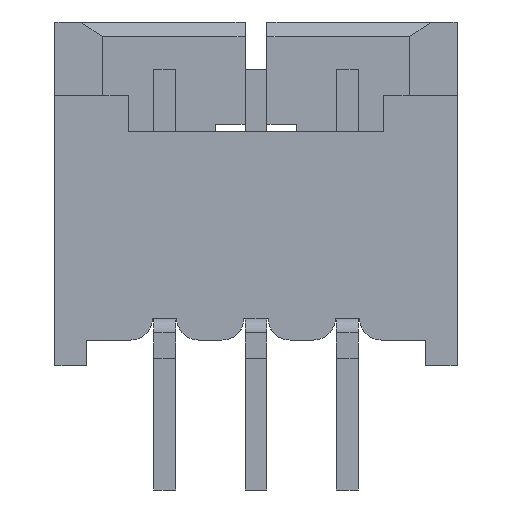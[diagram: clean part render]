
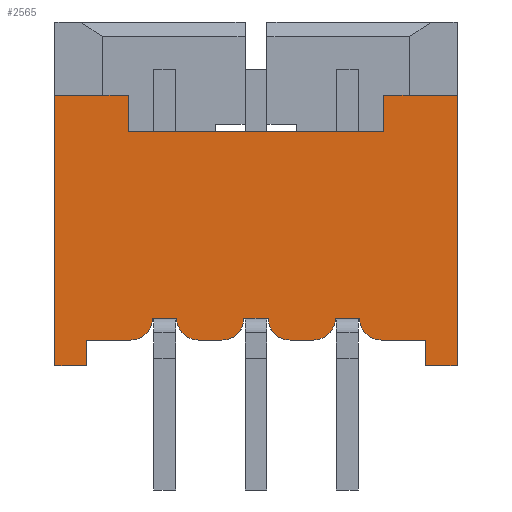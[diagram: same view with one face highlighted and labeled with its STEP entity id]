
A CAD part, front view. The second image highlights one B-rep face of the part: STEP entity #2565.
In plain terms, the highlighted planar face has unit normal (0, -1, 0).
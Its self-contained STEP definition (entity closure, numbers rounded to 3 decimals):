
#14=DIRECTION('',(0.,0.,-1.));
#15=VECTOR('',#14,3.7);
#16=CARTESIAN_POINT('',(-2.75,-1.6,-1.));
#17=LINE('',#16,#15);
#582=DIRECTION('',(1.,0.,0.));
#583=VECTOR('',#582,0.33);
#584=CARTESIAN_POINT('',(1.085,-1.6,-4.05));
#585=LINE('',#584,#583);
#586=CARTESIAN_POINT('',(0.785,-1.6,-4.05));
#587=DIRECTION('',(0.,1.,0.));
#588=DIRECTION('',(1.,0.,0.));
#589=AXIS2_PLACEMENT_3D('',#586,#587,#588);
#591=DIRECTION('',(1.,0.,0.));
#592=VECTOR('',#591,0.32);
#593=CARTESIAN_POINT('',(0.465,-1.6,-4.35));
#594=LINE('',#593,#592);
#595=CARTESIAN_POINT('',(0.465,-1.6,-4.05));
#596=DIRECTION('',(0.,1.,0.));
#597=DIRECTION('',(0.,0.,-1.));
#598=AXIS2_PLACEMENT_3D('',#595,#596,#597);
#600=DIRECTION('',(1.,0.,0.));
#601=VECTOR('',#600,0.33);
#602=CARTESIAN_POINT('',(-0.165,-1.6,-4.05));
#603=LINE('',#602,#601);
#604=CARTESIAN_POINT('',(-0.465,-1.6,-4.05));
#605=DIRECTION('',(0.,1.,0.));
#606=DIRECTION('',(1.,0.,0.));
#607=AXIS2_PLACEMENT_3D('',#604,#605,#606);
#609=DIRECTION('',(1.,0.,0.));
#610=VECTOR('',#609,0.32);
#611=CARTESIAN_POINT('',(-0.785,-1.6,-4.35));
#612=LINE('',#611,#610);
#613=CARTESIAN_POINT('',(-0.785,-1.6,-4.05));
#614=DIRECTION('',(0.,1.,0.));
#615=DIRECTION('',(0.,0.,-1.));
#616=AXIS2_PLACEMENT_3D('',#613,#614,#615);
#618=DIRECTION('',(1.,0.,0.));
#619=VECTOR('',#618,0.33);
#620=CARTESIAN_POINT('',(-1.415,-1.6,-4.05));
#621=LINE('',#620,#619);
#622=CARTESIAN_POINT('',(-1.715,-1.6,-4.05));
#623=DIRECTION('',(0.,1.,0.));
#624=DIRECTION('',(1.,0.,0.));
#625=AXIS2_PLACEMENT_3D('',#622,#623,#624);
#627=DIRECTION('',(1.,0.,0.));
#628=VECTOR('',#627,0.605);
#629=CARTESIAN_POINT('',(-2.32,-1.6,-4.35));
#630=LINE('',#629,#628);
#631=DIRECTION('',(0.,0.,1.));
#632=VECTOR('',#631,0.35);
#633=CARTESIAN_POINT('',(-2.32,-1.6,-4.7));
#634=LINE('',#633,#632);
#635=DIRECTION('',(1.,0.,0.));
#636=VECTOR('',#635,1.);
#637=CARTESIAN_POINT('',(-2.75,-1.6,-1.));
#638=LINE('',#637,#636);
#639=DIRECTION('',(0.,0.,-1.));
#640=VECTOR('',#639,0.5);
#641=CARTESIAN_POINT('',(-1.75,-1.6,-1.));
#642=LINE('',#641,#640);
#643=DIRECTION('',(1.,0.,0.));
#644=VECTOR('',#643,3.5);
#645=CARTESIAN_POINT('',(-1.75,-1.6,-1.5));
#646=LINE('',#645,#644);
#647=DIRECTION('',(0.,0.,-1.));
#648=VECTOR('',#647,0.5);
#649=CARTESIAN_POINT('',(1.75,-1.6,-1.));
#650=LINE('',#649,#648);
#651=DIRECTION('',(1.,0.,0.));
#652=VECTOR('',#651,1.);
#653=CARTESIAN_POINT('',(1.75,-1.6,-1.));
#654=LINE('',#653,#652);
#655=DIRECTION('',(0.,0.,1.));
#656=VECTOR('',#655,0.35);
#657=CARTESIAN_POINT('',(2.32,-1.6,-4.7));
#658=LINE('',#657,#656);
#659=DIRECTION('',(1.,0.,0.));
#660=VECTOR('',#659,0.605);
#661=CARTESIAN_POINT('',(1.715,-1.6,-4.35));
#662=LINE('',#661,#660);
#663=CARTESIAN_POINT('',(1.715,-1.6,-4.05));
#664=DIRECTION('',(0.,1.,0.));
#665=DIRECTION('',(0.,0.,-1.));
#666=AXIS2_PLACEMENT_3D('',#663,#664,#665);
#720=DIRECTION('',(1.,0.,0.));
#721=VECTOR('',#720,0.43);
#722=CARTESIAN_POINT('',(-2.75,-1.6,-4.7));
#723=LINE('',#722,#721);
#728=DIRECTION('',(1.,0.,0.));
#729=VECTOR('',#728,0.43);
#730=CARTESIAN_POINT('',(2.32,-1.6,-4.7));
#731=LINE('',#730,#729);
#748=DIRECTION('',(0.,0.,-1.));
#749=VECTOR('',#748,3.7);
#750=CARTESIAN_POINT('',(2.75,-1.6,-1.));
#751=LINE('',#750,#749);
#1420=CARTESIAN_POINT('',(-2.75,-1.6,-1.));
#1421=VERTEX_POINT('',#1420);
#1422=CARTESIAN_POINT('',(-2.75,-1.6,-4.7));
#1423=VERTEX_POINT('',#1422);
#1432=CARTESIAN_POINT('',(2.75,-1.6,-1.));
#1433=VERTEX_POINT('',#1432);
#1434=CARTESIAN_POINT('',(2.75,-1.6,-4.7));
#1435=VERTEX_POINT('',#1434);
#1462=CARTESIAN_POINT('',(-1.75,-1.6,-1.));
#1463=CARTESIAN_POINT('',(-1.75,-1.6,-1.5));
#1464=VERTEX_POINT('',#1462);
#1465=VERTEX_POINT('',#1463);
#1466=CARTESIAN_POINT('',(1.75,-1.6,-1.5));
#1467=VERTEX_POINT('',#1466);
#1468=CARTESIAN_POINT('',(1.75,-1.6,-1.));
#1469=VERTEX_POINT('',#1468);
#1470=CARTESIAN_POINT('',(-2.32,-1.6,-4.7));
#1471=CARTESIAN_POINT('',(-2.32,-1.6,-4.35));
#1472=VERTEX_POINT('',#1470);
#1473=VERTEX_POINT('',#1471);
#1474=CARTESIAN_POINT('',(2.32,-1.6,-4.7));
#1475=CARTESIAN_POINT('',(2.32,-1.6,-4.35));
#1476=VERTEX_POINT('',#1474);
#1477=VERTEX_POINT('',#1475);
#1486=CARTESIAN_POINT('',(-1.415,-1.6,-4.05));
#1487=CARTESIAN_POINT('',(-1.085,-1.6,-4.05));
#1488=VERTEX_POINT('',#1486);
#1489=VERTEX_POINT('',#1487);
#1490=CARTESIAN_POINT('',(-0.785,-1.6,-4.35));
#1491=VERTEX_POINT('',#1490);
#1492=CARTESIAN_POINT('',(-1.715,-1.6,-4.35));
#1493=VERTEX_POINT('',#1492);
#1759=CARTESIAN_POINT('',(1.085,-1.6,-4.05));
#1761=VERTEX_POINT('',#1759);
#1763=CARTESIAN_POINT('',(1.415,-1.6,-4.05));
#1765=VERTEX_POINT('',#1763);
#1838=CARTESIAN_POINT('',(-0.165,-1.6,-4.05));
#1839=CARTESIAN_POINT('',(0.165,-1.6,-4.05));
#1840=VERTEX_POINT('',#1838);
#1841=VERTEX_POINT('',#1839);
#1842=CARTESIAN_POINT('',(0.465,-1.6,-4.35));
#1843=VERTEX_POINT('',#1842);
#1844=CARTESIAN_POINT('',(-0.465,-1.6,-4.35));
#1845=VERTEX_POINT('',#1844);
#1850=CARTESIAN_POINT('',(1.715,-1.6,-4.35));
#1851=VERTEX_POINT('',#1850);
#1852=CARTESIAN_POINT('',(0.785,-1.6,-4.35));
#1853=VERTEX_POINT('',#1852);
#2512=CARTESIAN_POINT('',(-2.75,-1.6,-1.));
#2513=DIRECTION('',(0.,-1.,0.));
#2514=DIRECTION('',(0.,0.,-1.));
#2515=AXIS2_PLACEMENT_3D('',#2512,#2513,#2514);
#2516=PLANE('',#2515);
#2518=ORIENTED_EDGE('',*,*,#2517,.F.);
#2520=ORIENTED_EDGE('',*,*,#2519,.T.);
#2522=ORIENTED_EDGE('',*,*,#2521,.F.);
#2524=ORIENTED_EDGE('',*,*,#2523,.T.);
#2526=ORIENTED_EDGE('',*,*,#2525,.F.);
#2528=ORIENTED_EDGE('',*,*,#2527,.T.);
#2530=ORIENTED_EDGE('',*,*,#2529,.F.);
#2532=ORIENTED_EDGE('',*,*,#2531,.T.);
#2533=ORIENTED_EDGE('',*,*,#2494,.F.);
#2535=ORIENTED_EDGE('',*,*,#2534,.T.);
#2537=ORIENTED_EDGE('',*,*,#2536,.F.);
#2539=ORIENTED_EDGE('',*,*,#2538,.F.);
#2541=ORIENTED_EDGE('',*,*,#2540,.F.);
#2542=ORIENTED_EDGE('',*,*,#1881,.F.);
#2544=ORIENTED_EDGE('',*,*,#2543,.T.);
#2546=ORIENTED_EDGE('',*,*,#2545,.T.);
#2548=ORIENTED_EDGE('',*,*,#2547,.T.);
#2550=ORIENTED_EDGE('',*,*,#2549,.F.);
#2552=ORIENTED_EDGE('',*,*,#2551,.T.);
#2554=ORIENTED_EDGE('',*,*,#2553,.T.);
#2556=ORIENTED_EDGE('',*,*,#2555,.F.);
#2558=ORIENTED_EDGE('',*,*,#2557,.T.);
#2560=ORIENTED_EDGE('',*,*,#2559,.F.);
#2562=ORIENTED_EDGE('',*,*,#2561,.T.);
#2563=EDGE_LOOP('',(#2518,#2520,#2522,#2524,#2526,#2528,#2530,#2532,#2533,#2535,
#2537,#2539,#2541,#2542,#2544,#2546,#2548,#2550,#2552,#2554,#2556,#2558,#2560,
#2562));
#2564=FACE_OUTER_BOUND('',#2563,.F.);
#590=CIRCLE('',#589,0.3);
#599=CIRCLE('',#598,0.3);
#608=CIRCLE('',#607,0.3);
#617=CIRCLE('',#616,0.3);
#626=CIRCLE('',#625,0.3);
#667=CIRCLE('',#666,0.3);
#1881=EDGE_CURVE('',#1421,#1423,#17,.T.);
#2494=EDGE_CURVE('',#1488,#1489,#621,.T.);
#2517=EDGE_CURVE('',#1761,#1765,#585,.T.);
#2519=EDGE_CURVE('',#1761,#1853,#590,.T.);
#2521=EDGE_CURVE('',#1843,#1853,#594,.T.);
#2523=EDGE_CURVE('',#1843,#1841,#599,.T.);
#2525=EDGE_CURVE('',#1840,#1841,#603,.T.);
#2527=EDGE_CURVE('',#1840,#1845,#608,.T.);
#2529=EDGE_CURVE('',#1491,#1845,#612,.T.);
#2531=EDGE_CURVE('',#1491,#1489,#617,.T.);
#2534=EDGE_CURVE('',#1488,#1493,#626,.T.);
#2536=EDGE_CURVE('',#1473,#1493,#630,.T.);
#2538=EDGE_CURVE('',#1472,#1473,#634,.T.);
#2540=EDGE_CURVE('',#1423,#1472,#723,.T.);
#2543=EDGE_CURVE('',#1421,#1464,#638,.T.);
#2545=EDGE_CURVE('',#1464,#1465,#642,.T.);
#2547=EDGE_CURVE('',#1465,#1467,#646,.T.);
#2549=EDGE_CURVE('',#1469,#1467,#650,.T.);
#2551=EDGE_CURVE('',#1469,#1433,#654,.T.);
#2553=EDGE_CURVE('',#1433,#1435,#751,.T.);
#2555=EDGE_CURVE('',#1476,#1435,#731,.T.);
#2557=EDGE_CURVE('',#1476,#1477,#658,.T.);
#2559=EDGE_CURVE('',#1851,#1477,#662,.T.);
#2561=EDGE_CURVE('',#1851,#1765,#667,.T.);
#2565=ADVANCED_FACE('',(#2564),#2516,.T.);
